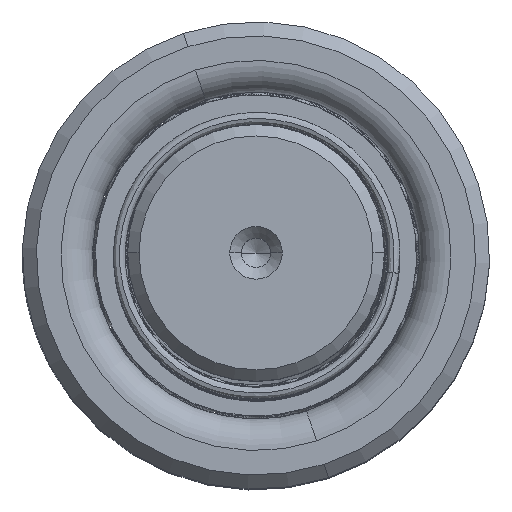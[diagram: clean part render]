
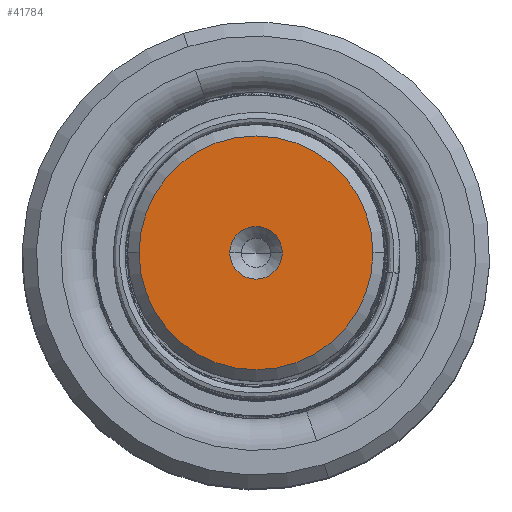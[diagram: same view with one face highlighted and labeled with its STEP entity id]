
A CAD part, top view. The second image highlights one B-rep face of the part: STEP entity #41784.
In plain terms, the highlighted planar face has unit normal (0, 0, 1).
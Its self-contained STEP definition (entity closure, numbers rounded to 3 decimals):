
#129 = VERTEX_POINT ( 'NONE', #48234 ) ;
#1375 = DIRECTION ( 'NONE',  ( 0., 0., 1. ) ) ;
#1575 = ORIENTED_EDGE ( 'NONE', *, *, #17746, .F. ) ;
#3348 = ORIENTED_EDGE ( 'NONE', *, *, #37182, .F. ) ;
#3668 = ORIENTED_EDGE ( 'NONE', *, *, #48701, .T. ) ;
#4037 = EDGE_LOOP ( 'NONE', ( #3668, #15387 ) ) ;
#4930 = DIRECTION ( 'NONE',  ( 1., 0., 0. ) ) ;
#5317 = DIRECTION ( 'NONE',  ( 0., 0., 1. ) ) ;
#9900 = DIRECTION ( 'NONE',  ( 1., 0., 0. ) ) ;
#10495 = AXIS2_PLACEMENT_3D ( 'NONE', #38100, #45867, #17033 ) ;
#11242 = CARTESIAN_POINT ( 'NONE',  ( 0., 0., 180. ) ) ;
#15387 = ORIENTED_EDGE ( 'NONE', *, *, #41157, .T. ) ;
#15471 = VERTEX_POINT ( 'NONE', #45916 ) ;
#15493 = DIRECTION ( 'NONE',  ( 0., 0., 1. ) ) ;
#16115 = VERTEX_POINT ( 'NONE', #42106 ) ;
#16971 = PLANE ( 'NONE',  #46292 ) ;
#17033 = DIRECTION ( 'NONE',  ( 1., 0., 0. ) ) ;
#17746 = EDGE_CURVE ( 'NONE', #15471, #18829, #24457, .T. ) ;
#18829 = VERTEX_POINT ( 'NONE', #44597 ) ;
#21417 = DIRECTION ( 'NONE',  ( 1., 0., 0. ) ) ;
#23193 = EDGE_LOOP ( 'NONE', ( #1575, #3348 ) ) ;
#24185 = DIRECTION ( 'NONE',  ( 1., 0., 0. ) ) ;
#24457 = CIRCLE ( 'NONE', #48884, 2.25 ) ;
#29635 = CIRCLE ( 'NONE', #10495, 10.009 ) ;
#36877 = FACE_BOUND ( 'NONE', #23193, .T. ) ;
#37182 = EDGE_CURVE ( 'NONE', #18829, #15471, #53462, .T. ) ;
#38100 = CARTESIAN_POINT ( 'NONE',  ( 0., 0., 180. ) ) ;
#41157 = EDGE_CURVE ( 'NONE', #16115, #129, #29635, .T. ) ;
#41784 = ADVANCED_FACE ( 'NONE', ( #36877, #45460 ), #16971, .T. ) ;
#42106 = CARTESIAN_POINT ( 'NONE',  ( 10.009, 0., 180. ) ) ;
#42121 = DIRECTION ( 'NONE',  ( 0., 0., 1. ) ) ;
#43475 = CARTESIAN_POINT ( 'NONE',  ( 0., 0., 180. ) ) ;
#44597 = CARTESIAN_POINT ( 'NONE',  ( -2.25, 0., 180. ) ) ;
#45460 = FACE_OUTER_BOUND ( 'NONE', #4037, .T. ) ;
#45867 = DIRECTION ( 'NONE',  ( 0., 0., 1. ) ) ;
#45916 = CARTESIAN_POINT ( 'NONE',  ( 2.25, 0., 180. ) ) ;
#46292 = AXIS2_PLACEMENT_3D ( 'NONE', #46356, #42121, #21417 ) ;
#46356 = CARTESIAN_POINT ( 'NONE',  ( 0., 0., 180. ) ) ;
#47588 = CARTESIAN_POINT ( 'NONE',  ( 0., 0., 180. ) ) ;
#47673 = CIRCLE ( 'NONE', #53749, 10.009 ) ;
#48234 = CARTESIAN_POINT ( 'NONE',  ( -10.009, 0., 180. ) ) ;
#48701 = EDGE_CURVE ( 'NONE', #129, #16115, #47673, .T. ) ;
#48884 = AXIS2_PLACEMENT_3D ( 'NONE', #47588, #5317, #9900 ) ;
#52848 = AXIS2_PLACEMENT_3D ( 'NONE', #11242, #15493, #24185 ) ;
#53462 = CIRCLE ( 'NONE', #52848, 2.25 ) ;
#53749 = AXIS2_PLACEMENT_3D ( 'NONE', #43475, #1375, #4930 ) ;
